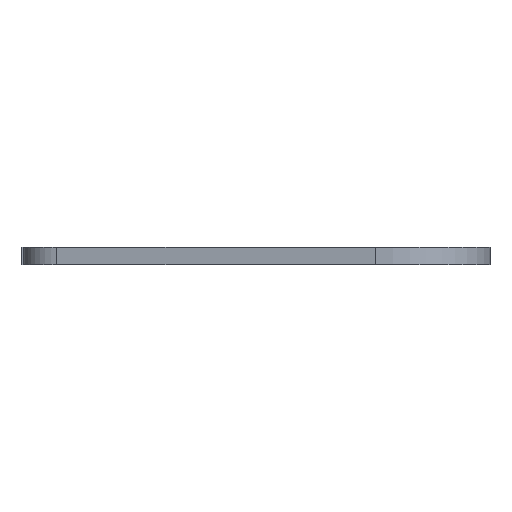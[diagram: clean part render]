
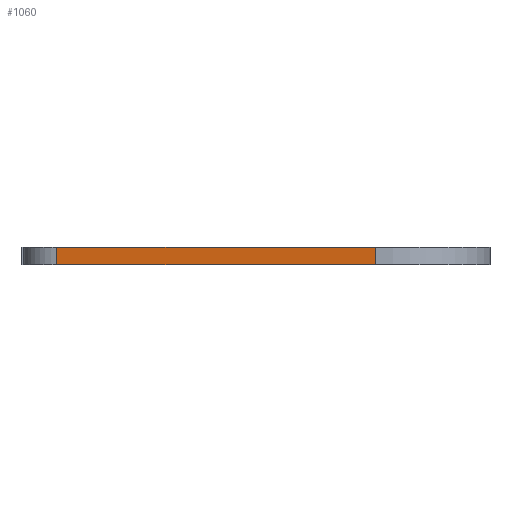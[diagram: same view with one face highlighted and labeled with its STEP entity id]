
A CAD part, left-side view. The second image highlights one B-rep face of the part: STEP entity #1060.
In plain terms, the highlighted planar face has unit normal (-0.99, 0.139, 0).
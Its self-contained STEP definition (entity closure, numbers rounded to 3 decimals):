
#75=PLANE('',#1169);
#128=FACE_OUTER_BOUND('',#188,.T.);
#188=EDGE_LOOP('',(#937,#938,#939,#940));
#206=LINE('',#1495,#310);
#294=LINE('',#1808,#398);
#295=LINE('',#1811,#399);
#296=LINE('',#1812,#400);
#310=VECTOR('',#1194,10.);
#398=VECTOR('',#1448,10.);
#399=VECTOR('',#1451,10.);
#400=VECTOR('',#1452,10.);
#460=VERTEX_POINT('',#1492);
#461=VERTEX_POINT('',#1494);
#547=VERTEX_POINT('',#1806);
#548=VERTEX_POINT('',#1810);
#561=EDGE_CURVE('',#460,#461,#206,.T.);
#693=EDGE_CURVE('',#547,#461,#294,.T.);
#694=EDGE_CURVE('',#548,#547,#295,.T.);
#695=EDGE_CURVE('',#548,#460,#296,.T.);
#937=ORIENTED_EDGE('',*,*,#694,.T.);
#938=ORIENTED_EDGE('',*,*,#693,.T.);
#939=ORIENTED_EDGE('',*,*,#561,.F.);
#940=ORIENTED_EDGE('',*,*,#695,.F.);
#1060=ADVANCED_FACE('',(#128),#75,.T.);
#1169=AXIS2_PLACEMENT_3D('',#1809,#1449,#1450);
#1194=DIRECTION('',(-0.139,-0.99,0.));
#1448=DIRECTION('',(0.,0.,1.));
#1449=DIRECTION('center_axis',(-0.99,0.139,0.));
#1450=DIRECTION('ref_axis',(-0.139,-0.99,0.));
#1451=DIRECTION('',(-0.139,-0.99,0.));
#1452=DIRECTION('',(0.,0.,1.));
#1492=CARTESIAN_POINT('',(-66.391,-14.394,20.));
#1494=CARTESIAN_POINT('',(-71.454,-50.42,20.));
#1495=CARTESIAN_POINT('',(-66.391,-14.394,20.));
#1806=CARTESIAN_POINT('',(-71.454,-50.42,18.));
#1808=CARTESIAN_POINT('',(-71.454,-50.42,18.));
#1809=CARTESIAN_POINT('Origin',(-66.391,-14.394,18.));
#1810=CARTESIAN_POINT('',(-66.391,-14.394,18.));
#1811=CARTESIAN_POINT('',(-66.391,-14.394,18.));
#1812=CARTESIAN_POINT('',(-66.391,-14.394,18.));
